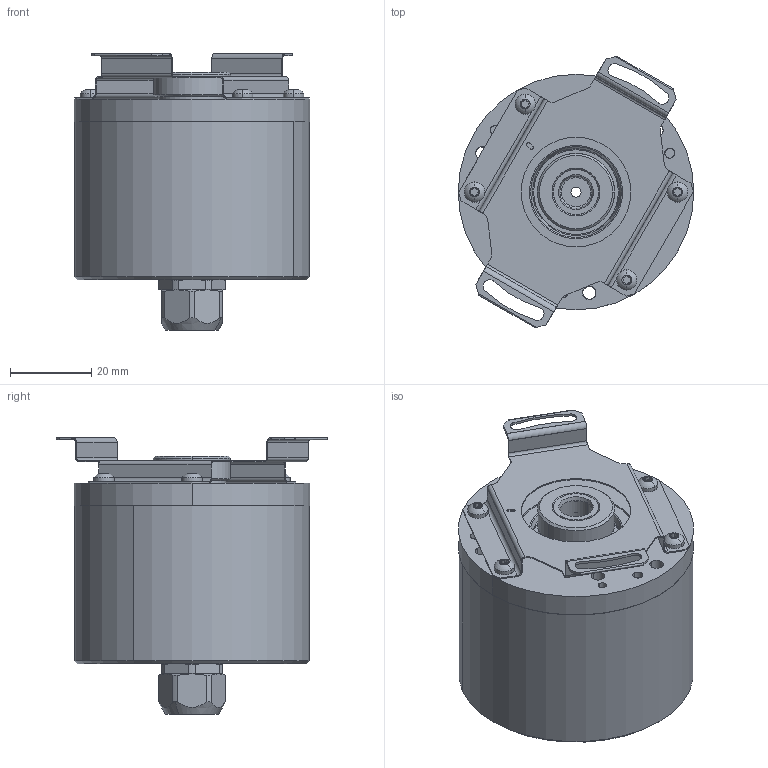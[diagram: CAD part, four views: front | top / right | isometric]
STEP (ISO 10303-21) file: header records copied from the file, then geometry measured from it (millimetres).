
FILE_DESCRIPTION((''),'2;1');
FILE_NAME('609604','2010-10-14T',('se2802'),(''),'PRO/ENGINEER BY PARAMETRIC TECHNOLOGY CORPORATION, 2010180','PRO/ENGINEER BY PARAMETRIC TECHNOLOGY CORPORATION, 2010180','');
FILE_SCHEMA(('CONFIG_CONTROL_DESIGN'));
Length unit declared in the file: millimetre
Products named in the file (1): 609604
Bounding box: 58 x 66.89 x 68.2 mm (x, y, z)
Volume: 69439.9 mm3; surface area: 42596.7 mm2
Topology: 1 solids, 2 shells, 1167 faces, 3281 edges, 2056 vertices
Faces by surface type: cylinder 505, plane 408, cone 143, torus 93, sphere 16, revolution 2
Entity records: 40667 total; most frequent: CARTESIAN_POINT 9542, DIRECTION 6950, ORIENTED_EDGE 6518, EDGE_CURVE 3259, AXIS2_PLACEMENT_3D 2764, VERTEX_POINT 2057, CIRCLE 1599, VECTOR 1420
